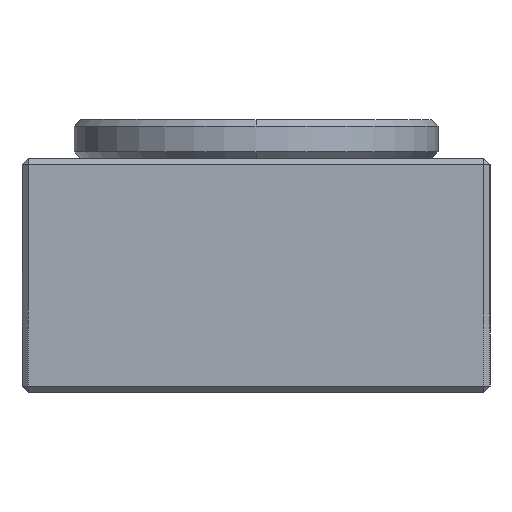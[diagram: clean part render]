
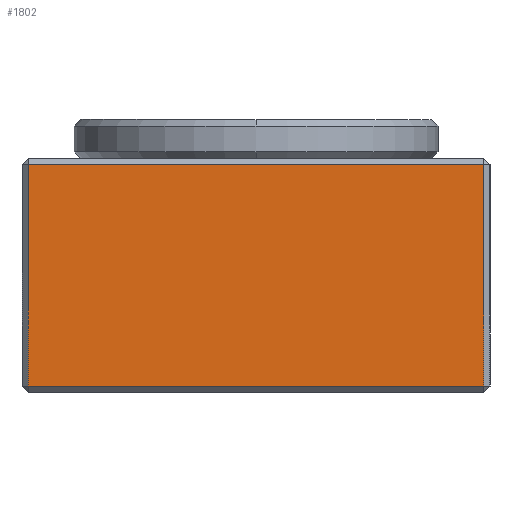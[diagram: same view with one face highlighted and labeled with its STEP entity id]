
A CAD part, left-side view. The second image highlights one B-rep face of the part: STEP entity #1802.
In plain terms, the highlighted planar face has unit normal (-1, 0, 0).
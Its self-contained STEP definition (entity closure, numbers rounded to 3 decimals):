
#31 = DIRECTION ( 'NONE',  ( 0., 1., 0. ) ) ;
#70 = PLANE ( 'NONE',  #1651 ) ;
#77 = EDGE_CURVE ( 'NONE', #348, #386, #829, .T. ) ;
#100 = EDGE_CURVE ( 'NONE', #386, #217, #696, .T. ) ;
#107 = CARTESIAN_POINT ( 'NONE',  ( -27.5, 36., -9. ) ) ;
#123 = CARTESIAN_POINT ( 'NONE',  ( -27.5, 36., -8.5 ) ) ;
#217 = VERTEX_POINT ( 'NONE', #651 ) ;
#348 = VERTEX_POINT ( 'NONE', #1601 ) ;
#386 = VERTEX_POINT ( 'NONE', #1583 ) ;
#419 = CARTESIAN_POINT ( 'NONE',  ( -27.5, 35.5, -9. ) ) ;
#482 = EDGE_CURVE ( 'NONE', #517, #348, #1830, .T. ) ;
#511 = ORIENTED_EDGE ( 'NONE', *, *, #595, .T. ) ;
#517 = VERTEX_POINT ( 'NONE', #1705 ) ;
#541 = LINE ( 'NONE', #904, #1236 ) ;
#556 = DIRECTION ( 'NONE',  ( 0., 0., -1. ) ) ;
#567 = DIRECTION ( 'NONE',  ( 0., 0., -1. ) ) ;
#595 = EDGE_CURVE ( 'NONE', #217, #517, #541, .T. ) ;
#651 = CARTESIAN_POINT ( 'NONE',  ( -27.5, 0.5, 8.5 ) ) ;
#686 = VECTOR ( 'NONE', #567, 1000. ) ;
#696 = LINE ( 'NONE', #834, #1793 ) ;
#829 = LINE ( 'NONE', #123, #1130 ) ;
#834 = CARTESIAN_POINT ( 'NONE',  ( -27.5, 0.5, -9. ) ) ;
#904 = CARTESIAN_POINT ( 'NONE',  ( -27.5, 36., 8.5 ) ) ;
#988 = DIRECTION ( 'NONE',  ( 0., -1., 0. ) ) ;
#1069 = ORIENTED_EDGE ( 'NONE', *, *, #482, .T. ) ;
#1130 = VECTOR ( 'NONE', #988, 1000. ) ;
#1236 = VECTOR ( 'NONE', #31, 1000. ) ;
#1273 = DIRECTION ( 'NONE',  ( 0., 0., 1. ) ) ;
#1559 = DIRECTION ( 'NONE',  ( 1., 0., 0. ) ) ;
#1583 = CARTESIAN_POINT ( 'NONE',  ( -27.5, 0.5, -8.5 ) ) ;
#1601 = CARTESIAN_POINT ( 'NONE',  ( -27.5, 35.5, -8.5 ) ) ;
#1613 = ORIENTED_EDGE ( 'NONE', *, *, #100, .T. ) ;
#1651 = AXIS2_PLACEMENT_3D ( 'NONE', #107, #1559, #556 ) ;
#1705 = CARTESIAN_POINT ( 'NONE',  ( -27.5, 35.5, 8.5 ) ) ;
#1793 = VECTOR ( 'NONE', #1273, 1000. ) ;
#1802 = ADVANCED_FACE ( 'NONE', ( #1823 ), #70, .F. ) ;
#1823 = FACE_OUTER_BOUND ( 'NONE', #1881, .T. ) ;
#1830 = LINE ( 'NONE', #419, #686 ) ;
#1859 = ORIENTED_EDGE ( 'NONE', *, *, #77, .T. ) ;
#1881 = EDGE_LOOP ( 'NONE', ( #1859, #1613, #511, #1069 ) ) ;
